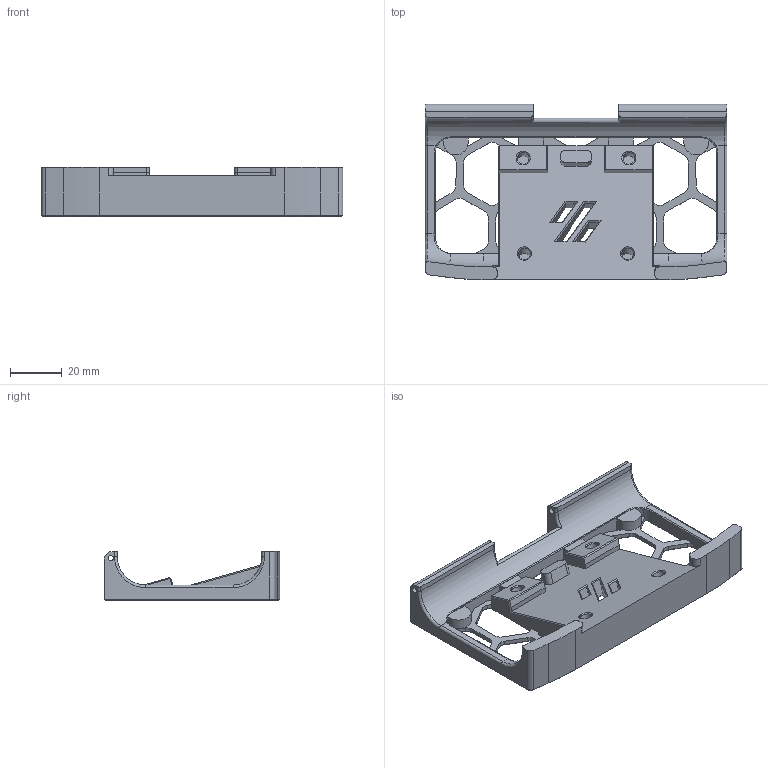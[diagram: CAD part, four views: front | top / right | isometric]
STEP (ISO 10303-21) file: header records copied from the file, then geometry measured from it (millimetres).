
FILE_DESCRIPTION(/* description */ (''),/* implementation_level */ '2;1');
FILE_NAME(/* name */ 'case_front.stp',/* time_stamp */ '2023-04-19T23:53:47+02:00',/* author */ ('André'),/* organization */ (''),/* preprocessor_version */ 'ST-DEVELOPER v17',/* originating_system */ 'Autodesk Inventor 2019',/* authorisation */ '');
FILE_SCHEMA (('AUTOMOTIVE_DESIGN { 1 0 10303 214 3 1 1 }'));
Length unit declared in the file: millimetre
Products named in the file (1): mini12864_case_front_inserts
Bounding box: 117 x 68 x 19 mm (x, y, z)
Volume: 54702.5 mm3; surface area: 23468.8 mm2
Topology: 1 solids, 1 shells, 387 faces, 1024 edges, 636 vertices
Faces by surface type: plane 227, cylinder 83, cone 45, bspline 20, torus 12
Full cylindrical faces by diameter (mm): 4.7 x8
Entity records: 12712 total; most frequent: CARTESIAN_POINT 3033, ORIENTED_EDGE 2048, DIRECTION 1954, EDGE_CURVE 1024, LINE 704, VECTOR 704, VERTEX_POINT 636, AXIS2_PLACEMENT_3D 625
